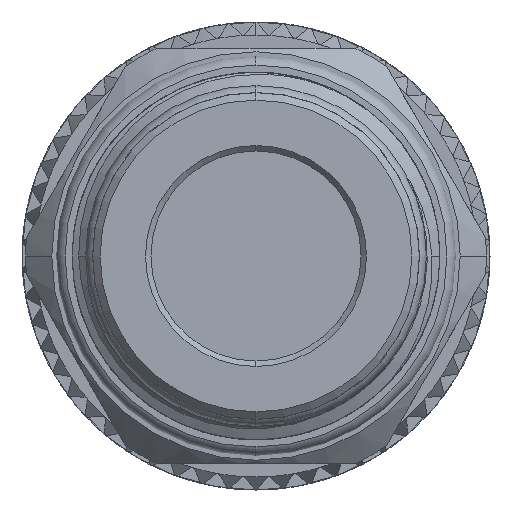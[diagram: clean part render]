
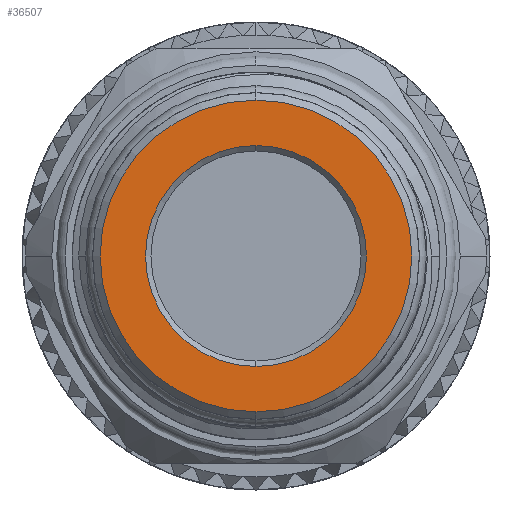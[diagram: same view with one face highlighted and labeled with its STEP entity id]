
A CAD part, left-side view. The second image highlights one B-rep face of the part: STEP entity #36507.
In plain terms, the highlighted planar face has unit normal (-1, 0, 0).
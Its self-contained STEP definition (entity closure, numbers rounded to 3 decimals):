
#564 = EDGE_LOOP ( 'NONE', ( #10662, #6778 ) ) ;
#2339 = EDGE_CURVE ( 'NONE', #13312, #28792, #3109, .T. ) ;
#3109 = CIRCLE ( 'NONE', #20358, 5.9 ) ;
#4445 = EDGE_LOOP ( 'NONE', ( #6310, #7812 ) ) ;
#5842 = DIRECTION ( 'NONE',  ( 1., 0., 0. ) ) ;
#6310 = ORIENTED_EDGE ( 'NONE', *, *, #2339, .F. ) ;
#6364 = DIRECTION ( 'NONE',  ( -1., 0., 0. ) ) ;
#6778 = ORIENTED_EDGE ( 'NONE', *, *, #36436, .T. ) ;
#7307 = AXIS2_PLACEMENT_3D ( 'NONE', #32808, #9723, #29950 ) ;
#7812 = ORIENTED_EDGE ( 'NONE', *, *, #18295, .F. ) ;
#8991 = DIRECTION ( 'NONE',  ( 0., 0., 1. ) ) ;
#9290 = VERTEX_POINT ( 'NONE', #15541 ) ;
#9723 = DIRECTION ( 'NONE',  ( -1., 0., 0. ) ) ;
#10507 = FACE_OUTER_BOUND ( 'NONE', #564, .T. ) ;
#10662 = ORIENTED_EDGE ( 'NONE', *, *, #22431, .T. ) ;
#11117 = PLANE ( 'NONE',  #16071 ) ;
#11321 = CIRCLE ( 'NONE', #26481, 5.9 ) ;
#12744 = CARTESIAN_POINT ( 'NONE',  ( -72.3, 0., 5.9 ) ) ;
#13312 = VERTEX_POINT ( 'NONE', #12744 ) ;
#14300 = DIRECTION ( 'NONE',  ( 0., 0., -1. ) ) ;
#15179 = DIRECTION ( 'NONE',  ( 0., 0., 1. ) ) ;
#15541 = CARTESIAN_POINT ( 'NONE',  ( -72.3, 0., -8.325 ) ) ;
#16071 = AXIS2_PLACEMENT_3D ( 'NONE', #19940, #5842, #14300 ) ;
#17410 = DIRECTION ( 'NONE',  ( -1., 0., 0. ) ) ;
#18295 = EDGE_CURVE ( 'NONE', #28792, #13312, #11321, .T. ) ;
#19940 = CARTESIAN_POINT ( 'NONE',  ( -72.3, 0., 0. ) ) ;
#20079 = CIRCLE ( 'NONE', #7307, 8.325 ) ;
#20358 = AXIS2_PLACEMENT_3D ( 'NONE', #26177, #17410, #8991 ) ;
#21076 = CARTESIAN_POINT ( 'NONE',  ( -72.3, 0., 0. ) ) ;
#21339 = CARTESIAN_POINT ( 'NONE',  ( -72.3, 0., 8.325 ) ) ;
#21966 = VERTEX_POINT ( 'NONE', #21339 ) ;
#22171 = DIRECTION ( 'NONE',  ( -1., 0., 0. ) ) ;
#22431 = EDGE_CURVE ( 'NONE', #9290, #21966, #20079, .T. ) ;
#25440 = DIRECTION ( 'NONE',  ( 0., 0., 1. ) ) ;
#26177 = CARTESIAN_POINT ( 'NONE',  ( -72.3, 0., 0. ) ) ;
#26481 = AXIS2_PLACEMENT_3D ( 'NONE', #21076, #6364, #15179 ) ;
#27760 = CIRCLE ( 'NONE', #32668, 8.325 ) ;
#28792 = VERTEX_POINT ( 'NONE', #30002 ) ;
#29950 = DIRECTION ( 'NONE',  ( 0., 0., 1. ) ) ;
#30002 = CARTESIAN_POINT ( 'NONE',  ( -72.3, 0., -5.9 ) ) ;
#32668 = AXIS2_PLACEMENT_3D ( 'NONE', #33692, #22171, #25440 ) ;
#32808 = CARTESIAN_POINT ( 'NONE',  ( -72.3, 0., 0. ) ) ;
#33692 = CARTESIAN_POINT ( 'NONE',  ( -72.3, 0., 0. ) ) ;
#34553 = FACE_BOUND ( 'NONE', #4445, .T. ) ;
#36436 = EDGE_CURVE ( 'NONE', #21966, #9290, #27760, .T. ) ;
#36507 = ADVANCED_FACE ( 'NONE', ( #10507, #34553 ), #11117, .F. ) ;
